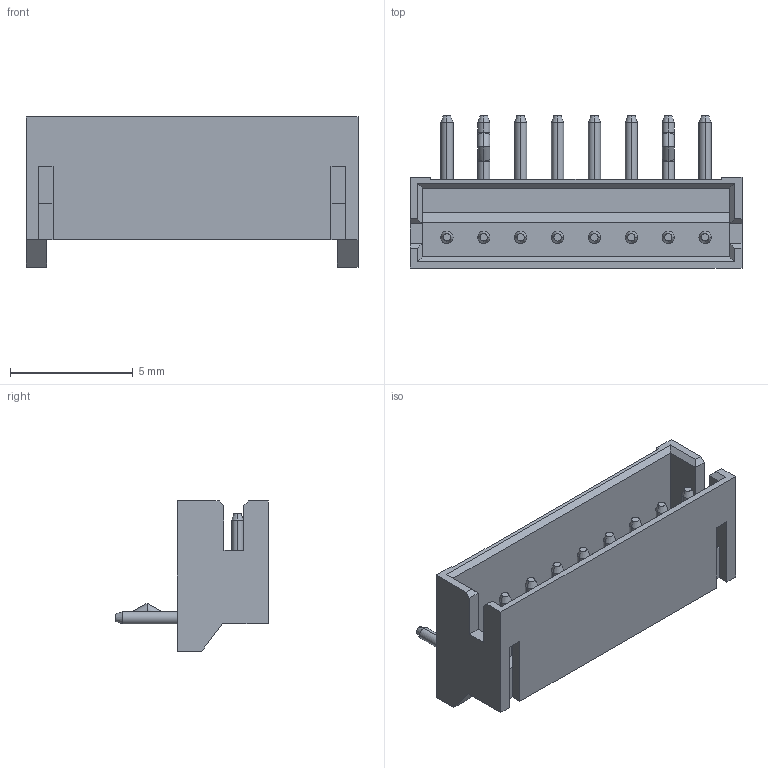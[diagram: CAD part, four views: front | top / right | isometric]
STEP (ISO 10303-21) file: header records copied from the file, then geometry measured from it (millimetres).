
FILE_DESCRIPTION (( 'STEP AP214' ), '1' );
FILE_NAME ('FWF15003-S08B26W5B-REF.STEP', '2025-12-09T06:47:23', ( '' ), ( '' ), 'SwSTEP 2.0', 'SolidWorks 2021', '' );
FILE_SCHEMA (( 'AUTOMOTIVE_DESIGN' ));
Length unit declared in the file: millimetre
Products named in the file (1): FWF15003-S08B26W5B-REF
Bounding box: 13.5 x 6.2 x 6.1 mm (x, y, z)
Volume: 108.9 mm3; surface area: 504.2 mm2
Topology: 1 solids, 1 shells, 196 faces, 468 edges, 286 vertices
Faces by surface type: plane 96, cylinder 44, cone 32, torus 24
Entity records: 5802 total; most frequent: CARTESIAN_POINT 1171, DIRECTION 978, ORIENTED_EDGE 936, EDGE_CURVE 468, AXIS2_PLACEMENT_3D 333, VECTOR 312, LINE 312, VERTEX_POINT 286
